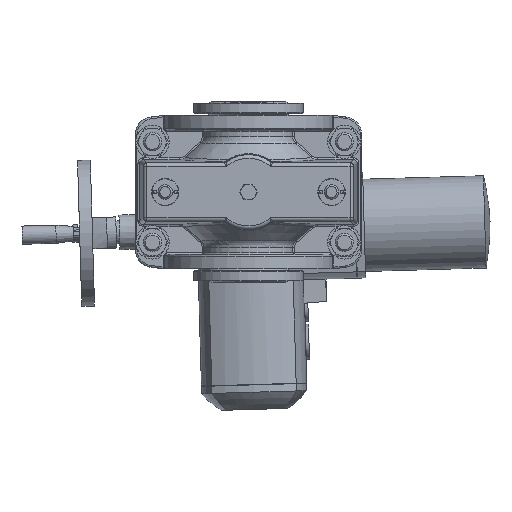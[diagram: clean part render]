
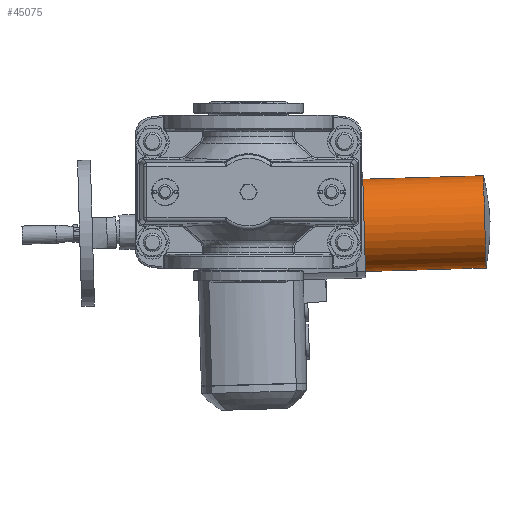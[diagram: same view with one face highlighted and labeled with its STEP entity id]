
A CAD part, front view. The second image highlights one B-rep face of the part: STEP entity #45075.
In plain terms, the highlighted cylindrical face has radius 50.5 mm (diameter 101 mm), a full revolution.
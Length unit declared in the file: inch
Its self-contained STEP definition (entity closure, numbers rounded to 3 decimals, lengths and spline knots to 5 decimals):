
#44960=CARTESIAN_POINT('',(0.6535,6.63386,-0.53701));
#44961=VERTEX_POINT('',#44960);
#44962=CARTESIAN_POINT('',(0.6535,4.64567,-0.53701));
#44963=DIRECTION('',(1.,0.0,0.029));
#44964=DIRECTION('',(0.0,-1.0,0.0));
#44965=AXIS2_PLACEMENT_3D('',#44962,#44963,#44964);
#44966=CIRCLE('',#44965,1.98819);
#44967=EDGE_CURVE('',#44961,#44961,#44966,.T.);
#45056=CARTESIAN_POINT('',(-0.46724,4.64567,-0.56926));
#45057=DIRECTION('',(-1.,0.,-0.029));
#45058=DIRECTION('',(0.0,1.0,0.0));
#45059=AXIS2_PLACEMENT_3D('',#45056,#45057,#45058);
#45060=CYLINDRICAL_SURFACE('',#45059,1.98819);
#45061=CARTESIAN_POINT('',(5.90615,4.64567,-2.37485));
#45062=VERTEX_POINT('',#45061);
#45063=CARTESIAN_POINT('',(5.84896,4.64567,-0.38748));
#45064=DIRECTION('',(-1.,0.0,-0.029));
#45065=DIRECTION('',(0.0,1.0,0.0));
#45066=AXIS2_PLACEMENT_3D('',#45063,#45064,#45065);
#45067=CIRCLE('',#45066,1.98819);
#45068=EDGE_CURVE('',#45062,#45062,#45067,.T.);
#45069=ORIENTED_EDGE('',*,*,#45068,.T.);
#45070=EDGE_LOOP('',(#45069));
#45071=FACE_OUTER_BOUND('',#45070,.T.);
#45072=ORIENTED_EDGE('',*,*,#44967,.T.);
#45073=EDGE_LOOP('',(#45072));
#45074=FACE_BOUND('',#45073,.T.);
#45075=ADVANCED_FACE('',(#45071,#45074),#45060,.T.);
